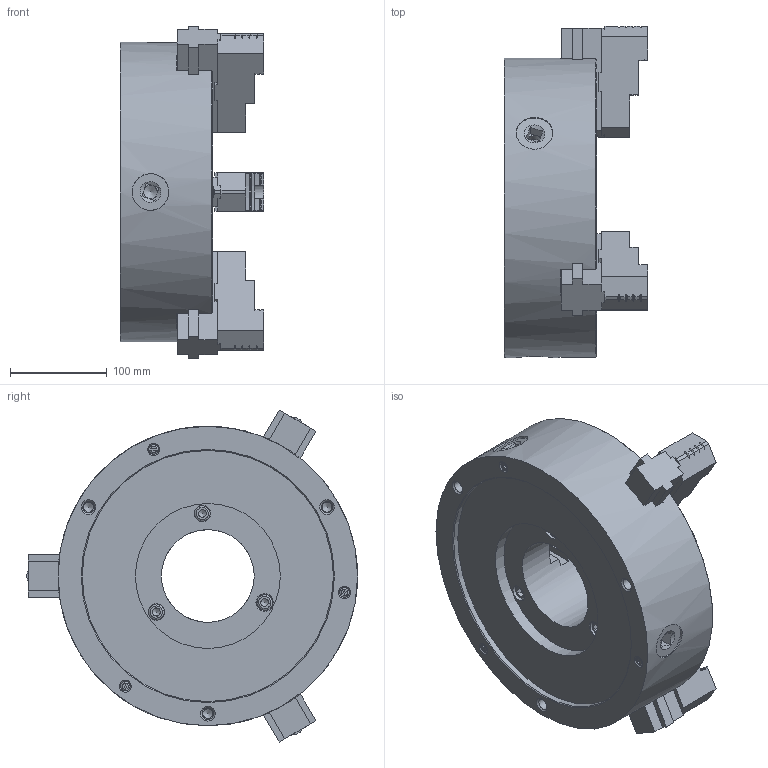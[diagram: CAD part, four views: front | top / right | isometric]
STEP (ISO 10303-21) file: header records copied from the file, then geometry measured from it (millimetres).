
FILE_DESCRIPTION( ( 'Unknown' ), '1' );
FILE_NAME( '61S209922_JN12T_External gripping.stp', 'Unknown', ( 'Unknown' ), ( 'Unknown' ), 'PSStep 16.0.42', 'Unknown', ' ' );
FILE_SCHEMA( ( 'AUTOMOTIVE_DESIGN { 1 0 10303 214 1 1 1 1 }' ) );
Length unit declared in the file: millimetre
Products named in the file (1): 1
Bounding box: 149 x 342.75 x 343.64 mm (x, y, z)
Volume: 6527991.4 mm3; surface area: 412121.8 mm2
Topology: 1 solids, 13 shells, 737 faces, 1990 edges, 1274 vertices
Faces by surface type: plane 444, cylinder 144, cone 122, torus 25, sphere 2
Full cylindrical faces by diameter (mm): 1.9 x1, 8.5 x6, 10 x6, 10.2 x3, 11 x3, 12 x9, 13 x6, 14 x3, 15 x1, 16 x3, 17 x3, 18 x6, 19 x6, 38 x6, 96 x1, 150 x1, 260 x1, 310 x1
Entity records: 28948 total; most frequent: CARTESIAN_POINT 5353, ORIENTED_EDGE 3636, DIRECTION 3510, EDGE_CURVE 1818, VERTEX_POINT 1240, AXIS2_PLACEMENT_3D 1215, LINE 1080, VECTOR 1080
